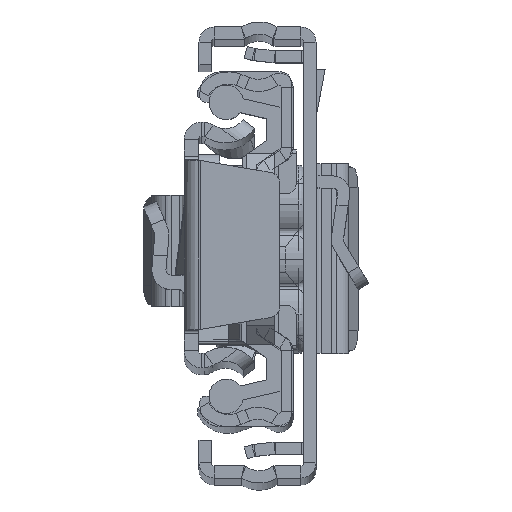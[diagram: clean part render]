
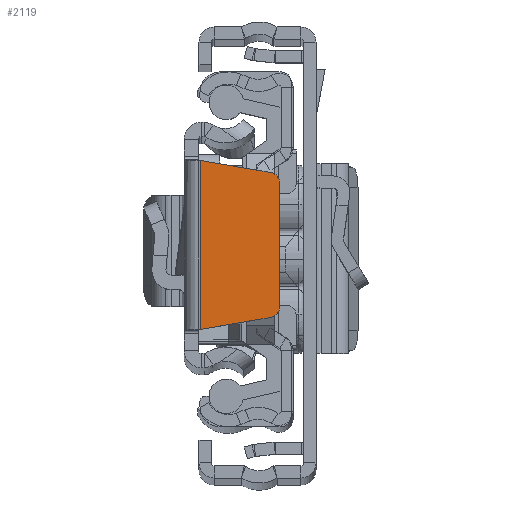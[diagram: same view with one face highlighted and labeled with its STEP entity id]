
A CAD part, top view. The second image highlights one B-rep face of the part: STEP entity #2119.
In plain terms, the highlighted planar face has unit normal (0, 0, 1).
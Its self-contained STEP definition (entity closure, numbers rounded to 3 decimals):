
#1046 = CARTESIAN_POINT ( 'NONE',  ( 8.568, -7.142, 0. ) ) ;
#1884 = CARTESIAN_POINT ( 'NONE',  ( 1.6, -8.333, 0. ) ) ;
#2108 = CIRCLE ( 'NONE', #14572, 1. ) ;
#2119 = ADVANCED_FACE ( 'NONE', ( #4701 ), #9815, .F. ) ;
#2167 = ORIENTED_EDGE ( 'NONE', *, *, #5860, .T. ) ;
#3241 = VERTEX_POINT ( 'NONE', #1046 ) ;
#3770 = CARTESIAN_POINT ( 'NONE',  ( 9.4, 6.156, 0. ) ) ;
#3803 = CARTESIAN_POINT ( 'NONE',  ( 8.568, -7.142, 0. ) ) ;
#4059 = VERTEX_POINT ( 'NONE', #3770 ) ;
#4701 = FACE_OUTER_BOUND ( 'NONE', #9183, .T. ) ;
#5210 = DIRECTION ( 'NONE',  ( 0.986, 0.168, 0. ) ) ;
#5385 = CARTESIAN_POINT ( 'NONE',  ( 1.6, 8.333, 0. ) ) ;
#5860 = EDGE_CURVE ( 'NONE', #4059, #15368, #2108, .T. ) ;
#6161 = EDGE_CURVE ( 'NONE', #9952, #4059, #20745, .T. ) ;
#6552 = DIRECTION ( 'NONE',  ( 0., 0., -1. ) ) ;
#6951 = LINE ( 'NONE', #3803, #7074 ) ;
#7074 = VECTOR ( 'NONE', #5210, 1000. ) ;
#7138 = EDGE_CURVE ( 'NONE', #9659, #13468, #14909, .T. ) ;
#7952 = DIRECTION ( 'NONE',  ( 1., 0., 0. ) ) ;
#9183 = EDGE_LOOP ( 'NONE', ( #20486, #15174, #18568, #13015, #2167, #14794 ) ) ;
#9448 = VECTOR ( 'NONE', #18040, 1000. ) ;
#9659 = VERTEX_POINT ( 'NONE', #5385 ) ;
#9815 = PLANE ( 'NONE',  #19230 ) ;
#9952 = VERTEX_POINT ( 'NONE', #21325 ) ;
#11057 = LINE ( 'NONE', #16031, #19944 ) ;
#12414 = DIRECTION ( 'NONE',  ( 0., 1., 0. ) ) ;
#12564 = DIRECTION ( 'NONE',  ( 0., 0., 1. ) ) ;
#13015 = ORIENTED_EDGE ( 'NONE', *, *, #6161, .T. ) ;
#13182 = CARTESIAN_POINT ( 'NONE',  ( 1.6, -8.333, 0. ) ) ;
#13211 = EDGE_CURVE ( 'NONE', #3241, #9952, #15837, .T. ) ;
#13468 = VERTEX_POINT ( 'NONE', #1884 ) ;
#13784 = EDGE_CURVE ( 'NONE', #13468, #3241, #6951, .T. ) ;
#14572 = AXIS2_PLACEMENT_3D ( 'NONE', #16095, #17514, #7952 ) ;
#14794 = ORIENTED_EDGE ( 'NONE', *, *, #20184, .T. ) ;
#14876 = CARTESIAN_POINT ( 'NONE',  ( 8.568, 7.142, 0. ) ) ;
#14909 = LINE ( 'NONE', #13182, #9448 ) ;
#15174 = ORIENTED_EDGE ( 'NONE', *, *, #13784, .T. ) ;
#15368 = VERTEX_POINT ( 'NONE', #14876 ) ;
#15837 = CIRCLE ( 'NONE', #20018, 1. ) ;
#16031 = CARTESIAN_POINT ( 'NONE',  ( 1.5, 8.35, 0. ) ) ;
#16095 = CARTESIAN_POINT ( 'NONE',  ( 8.4, 6.156, 0. ) ) ;
#16423 = CARTESIAN_POINT ( 'NONE',  ( 8.4, 6.156, 0. ) ) ;
#17139 = CARTESIAN_POINT ( 'NONE',  ( 8.4, -6.156, 0. ) ) ;
#17251 = DIRECTION ( 'NONE',  ( 1., 0., 0. ) ) ;
#17514 = DIRECTION ( 'NONE',  ( 0., 0., 1. ) ) ;
#17689 = CARTESIAN_POINT ( 'NONE',  ( 9.4, 6.156, 0. ) ) ;
#17942 = DIRECTION ( 'NONE',  ( 1., 0., 0. ) ) ;
#18040 = DIRECTION ( 'NONE',  ( 0., -1., 0. ) ) ;
#18568 = ORIENTED_EDGE ( 'NONE', *, *, #13211, .T. ) ;
#18750 = VECTOR ( 'NONE', #12414, 1000. ) ;
#19230 = AXIS2_PLACEMENT_3D ( 'NONE', #16423, #6552, #17942 ) ;
#19398 = DIRECTION ( 'NONE',  ( -0.986, 0.168, 0. ) ) ;
#19944 = VECTOR ( 'NONE', #19398, 1000. ) ;
#20018 = AXIS2_PLACEMENT_3D ( 'NONE', #17139, #12564, #17251 ) ;
#20184 = EDGE_CURVE ( 'NONE', #15368, #9659, #11057, .T. ) ;
#20486 = ORIENTED_EDGE ( 'NONE', *, *, #7138, .T. ) ;
#20745 = LINE ( 'NONE', #17689, #18750 ) ;
#21325 = CARTESIAN_POINT ( 'NONE',  ( 9.4, -6.156, 0. ) ) ;
